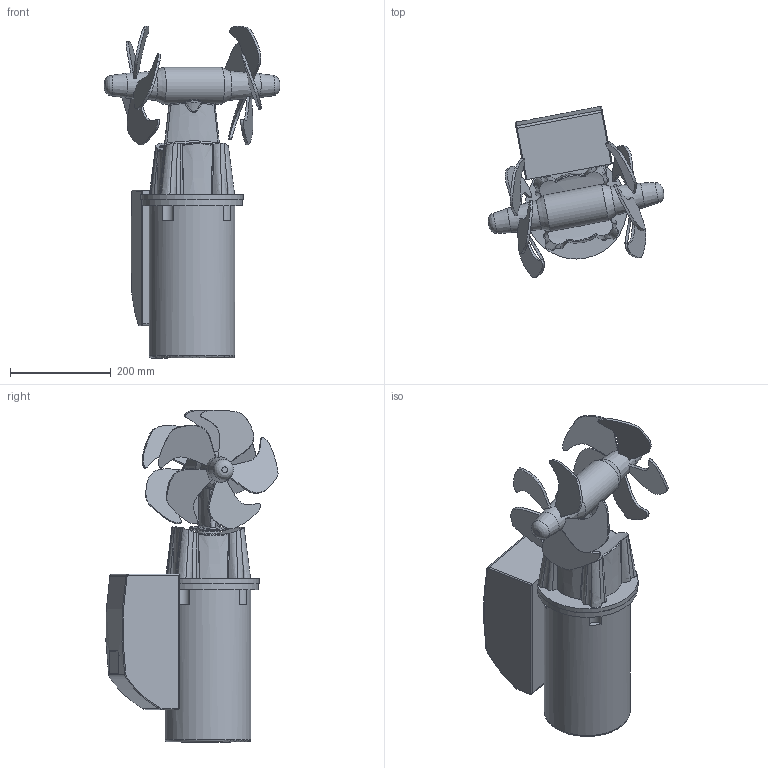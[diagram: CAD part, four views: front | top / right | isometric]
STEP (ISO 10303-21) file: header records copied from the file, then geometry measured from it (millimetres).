
FILE_DESCRIPTION(/* description */ (''),/* implementation_level */ '2;1');
FILE_NAME(/* name */ 'SE170-250TC (24V).stp',/* time_stamp */ '2017-03-17T08:16:15+01:00',/* author */ ('elvira'),/* organization */ (''),/* preprocessor_version */ 'ST-DEVELOPER v16.1',/* originating_system */ 'Autodesk Inventor 2016',/* authorisation */ '');
FILE_SCHEMA (('AUTOMOTIVE_DESIGN { 1 0 10303 214 3 1 1 }'));
Length unit declared in the file: millimetre
Products named in the file (1): SE170-250TC 24V simple
Bounding box: 349.65 x 342.28 x 660.35 mm (x, y, z)
Volume: 15682009.4 mm3; surface area: 741271.3 mm2
Topology: 3 solids, 3 shells, 244 faces, 608 edges, 389 vertices
Faces by surface type: bspline 102, plane 59, cylinder 58, torus 13, cone 12
Full cylindrical faces by diameter (mm): 10 x2, 19.332 x1, 20 x1, 20.92 x1, 47 x2, 73 x1, 171 x1, 203 x1
Entity records: 19153 total; most frequent: CARTESIAN_POINT 13648, ORIENTED_EDGE 1160, DIRECTION 886, EDGE_CURVE 580, VERTEX_POINT 380, AXIS2_PLACEMENT_3D 371, EDGE_LOOP 292, FACE_OUTER_BOUND 244
